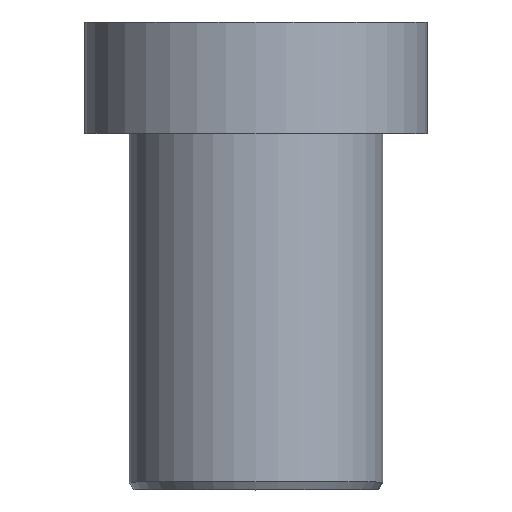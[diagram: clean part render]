
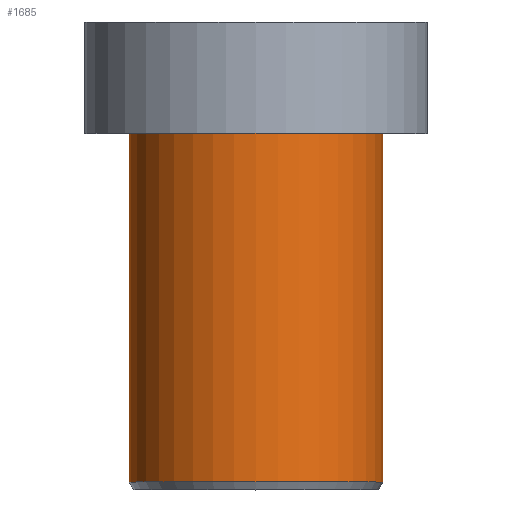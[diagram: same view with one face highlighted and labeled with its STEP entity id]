
A CAD part, top view. The second image highlights one B-rep face of the part: STEP entity #1685.
In plain terms, the highlighted cylindrical face has radius 0.724 mm (diameter 1.448 mm), a partial arc.
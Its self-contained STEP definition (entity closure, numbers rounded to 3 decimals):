
#412 = DIRECTION ( 'NONE',  ( 0., -1., 0. ) ) ;
#413 = VECTOR ( 'NONE', #412, 1000. ) ;
#414 = CARTESIAN_POINT ( 'NONE',  ( -0.733, -1.452, 0.085 ) ) ;
#415 = LINE ( 'NONE', #414, #413 ) ;
#417 = DIRECTION ( 'NONE',  ( 0., -1., 0. ) ) ;
#418 = VECTOR ( 'NONE', #417, 1000. ) ;
#419 = CARTESIAN_POINT ( 'NONE',  ( 0.715, -1.452, 0.085 ) ) ;
#420 = LINE ( 'NONE', #419, #418 ) ;
#438 = CYLINDRICAL_SURFACE ( 'NONE', #440, 0.724 ) ;
#439 = CARTESIAN_POINT ( 'NONE',  ( -0.009, -1.452, 0.085 ) ) ;
#440 = AXIS2_PLACEMENT_3D ( 'NONE', #439, #474, #473 ) ;
#441 = CARTESIAN_POINT ( 'NONE',  ( 0.715, -1.408, 0.085 ) ) ;
#450 = DIRECTION ( 'NONE',  ( 1., 0., 0. ) ) ;
#451 = DIRECTION ( 'NONE',  ( 0., -1., 0. ) ) ;
#452 = CARTESIAN_POINT ( 'NONE',  ( -0.009, -1.408, 0.085 ) ) ;
#453 = AXIS2_PLACEMENT_3D ( 'NONE', #452, #451, #450 ) ;
#454 = CARTESIAN_POINT ( 'NONE',  ( -0.009, 0.58, 0.085 ) ) ;
#456 = CARTESIAN_POINT ( 'NONE',  ( -0.733, 0.58, 0.085 ) ) ;
#457 = CARTESIAN_POINT ( 'NONE',  ( 0.715, 0.58, 0.085 ) ) ;
#458 = DIRECTION ( 'NONE',  ( 1., 0., 0. ) ) ;
#459 = DIRECTION ( 'NONE',  ( 0., -1., 0. ) ) ;
#460 = FACE_OUTER_BOUND ( 'NONE', #1708, .T. ) ;
#461 = CARTESIAN_POINT ( 'NONE',  ( -0.733, -1.408, 0.085 ) ) ;
#472 = CIRCLE ( 'NONE', #453, 0.724 ) ;
#473 = DIRECTION ( 'NONE',  ( 1., 0., 0. ) ) ;
#474 = DIRECTION ( 'NONE',  ( 0., -1., 0. ) ) ;
#482 = AXIS2_PLACEMENT_3D ( 'NONE', #454, #459, #458 ) ;
#483 = CIRCLE ( 'NONE', #482, 0.724 ) ;
#1656 = EDGE_CURVE ( 'NONE', #1720, #1700, #420, .T. ) ;
#1659 = EDGE_CURVE ( 'NONE', #1723, #1683, #415, .T. ) ;
#1660 = ORIENTED_EDGE ( 'NONE', *, *, #1705, .F. ) ;
#1683 = VERTEX_POINT ( 'NONE', #461 ) ;
#1684 = ORIENTED_EDGE ( 'NONE', *, *, #1656, .F. ) ;
#1685 = ADVANCED_FACE ( 'NONE', ( #460 ), #438, .T. ) ;
#1700 = VERTEX_POINT ( 'NONE', #441 ) ;
#1705 = EDGE_CURVE ( 'NONE', #1700, #1683, #472, .T. ) ;
#1708 = EDGE_LOOP ( 'NONE', ( #1718, #1724, #1660, #1684 ) ) ;
#1718 = ORIENTED_EDGE ( 'NONE', *, *, #1719, .T. ) ;
#1719 = EDGE_CURVE ( 'NONE', #1720, #1723, #483, .T. ) ;
#1720 = VERTEX_POINT ( 'NONE', #457 ) ;
#1723 = VERTEX_POINT ( 'NONE', #456 ) ;
#1724 = ORIENTED_EDGE ( 'NONE', *, *, #1659, .T. ) ;
